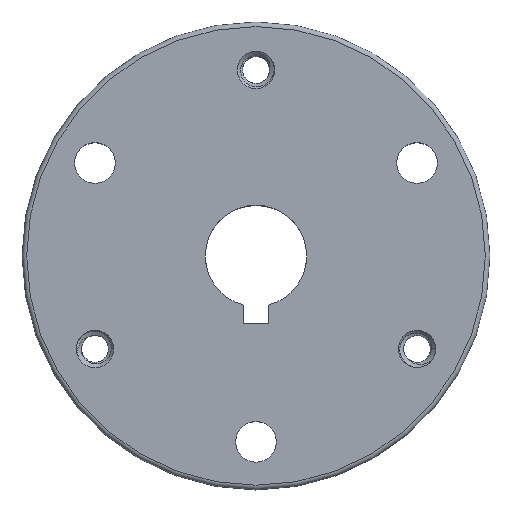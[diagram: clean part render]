
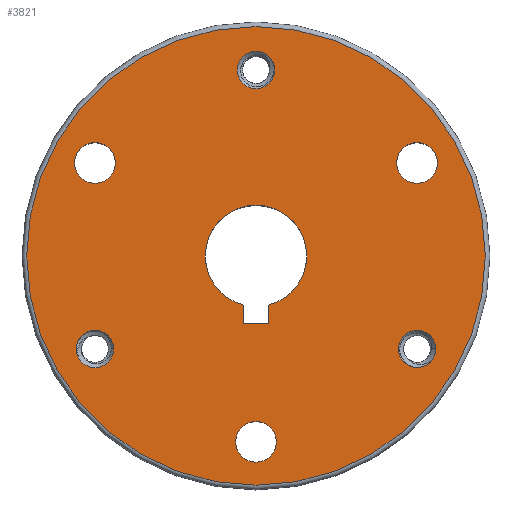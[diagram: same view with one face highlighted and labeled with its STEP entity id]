
A CAD part, top view. The second image highlights one B-rep face of the part: STEP entity #3821.
In plain terms, the highlighted planar face has unit normal (0, 0, 1).
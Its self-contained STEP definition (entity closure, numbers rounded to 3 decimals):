
#45=FACE_BOUND('',#672,.T.);
#46=FACE_BOUND('',#673,.T.);
#47=FACE_BOUND('',#674,.T.);
#48=FACE_BOUND('',#675,.T.);
#49=FACE_BOUND('',#676,.T.);
#50=FACE_BOUND('',#677,.T.);
#51=FACE_BOUND('',#678,.T.);
#92=PLANE('',#4128);
#450=FACE_OUTER_BOUND('',#671,.T.);
#671=EDGE_LOOP('',(#3079));
#672=EDGE_LOOP('',(#3080,#3081,#3082,#3083));
#673=EDGE_LOOP('',(#3084,#3085,#3086));
#674=EDGE_LOOP('',(#3087,#3088,#3089));
#675=EDGE_LOOP('',(#3090,#3091,#3092));
#676=EDGE_LOOP('',(#3093));
#677=EDGE_LOOP('',(#3094));
#678=EDGE_LOOP('',(#3095));
#743=CIRCLE('',#4013,1.753);
#745=CIRCLE('',#4023,1.753);
#747=CIRCLE('',#4033,1.753);
#751=CIRCLE('',#4048,1.753);
#752=CIRCLE('',#4051,1.753);
#753=CIRCLE('',#4053,1.753);
#756=CIRCLE('',#4058,1.753);
#757=CIRCLE('',#4060,1.753);
#758=CIRCLE('',#4062,1.753);
#764=CIRCLE('',#4072,21.534);
#779=CIRCLE('',#4098,1.905);
#781=CIRCLE('',#4101,1.905);
#783=CIRCLE('',#4104,1.905);
#788=CIRCLE('',#4110,4.763);
#1077=LINE('',#12818,#1276);
#1084=LINE('',#12832,#1283);
#1092=LINE('',#12844,#1291);
#1276=VECTOR('',#4823,1.);
#1283=VECTOR('',#4834,1.);
#1291=VECTOR('',#4844,1.);
#1517=VERTEX_POINT('',#10294);
#1518=VERTEX_POINT('',#10303);
#1537=VERTEX_POINT('',#10846);
#1538=VERTEX_POINT('',#10855);
#1557=VERTEX_POINT('',#11398);
#1558=VERTEX_POINT('',#11407);
#1582=VERTEX_POINT('',#12044);
#1585=VERTEX_POINT('',#12064);
#1587=VERTEX_POINT('',#12091);
#1594=VERTEX_POINT('',#12329);
#1613=VERTEX_POINT('',#12759);
#1615=VERTEX_POINT('',#12765);
#1617=VERTEX_POINT('',#12771);
#1626=VERTEX_POINT('',#12790);
#1627=VERTEX_POINT('',#12792);
#1634=VERTEX_POINT('',#12815);
#1635=VERTEX_POINT('',#12817);
#1970=EDGE_CURVE('',#1517,#1518,#743,.T.);
#1996=EDGE_CURVE('',#1537,#1538,#745,.T.);
#2022=EDGE_CURVE('',#1557,#1558,#747,.T.);
#2058=EDGE_CURVE('',#1582,#1517,#751,.T.);
#2065=EDGE_CURVE('',#1538,#1585,#752,.T.);
#2069=EDGE_CURVE('',#1558,#1587,#753,.T.);
#2074=EDGE_CURVE('',#1587,#1557,#756,.T.);
#2076=EDGE_CURVE('',#1585,#1537,#757,.T.);
#2079=EDGE_CURVE('',#1518,#1582,#758,.T.);
#2090=EDGE_CURVE('',#1594,#1594,#764,.T.);
#2124=EDGE_CURVE('',#1613,#1613,#779,.T.);
#2127=EDGE_CURVE('',#1615,#1615,#781,.T.);
#2130=EDGE_CURVE('',#1617,#1617,#783,.T.);
#2139=EDGE_CURVE('',#1627,#1626,#788,.T.);
#2151=EDGE_CURVE('',#1635,#1634,#1077,.T.);
#2158=EDGE_CURVE('',#1626,#1635,#1084,.T.);
#2166=EDGE_CURVE('',#1634,#1627,#1092,.T.);
#3079=ORIENTED_EDGE('',*,*,#2090,.T.);
#3080=ORIENTED_EDGE('',*,*,#2139,.T.);
#3081=ORIENTED_EDGE('',*,*,#2158,.T.);
#3082=ORIENTED_EDGE('',*,*,#2151,.T.);
#3083=ORIENTED_EDGE('',*,*,#2166,.T.);
#3084=ORIENTED_EDGE('',*,*,#2022,.F.);
#3085=ORIENTED_EDGE('',*,*,#2074,.F.);
#3086=ORIENTED_EDGE('',*,*,#2069,.F.);
#3087=ORIENTED_EDGE('',*,*,#1996,.F.);
#3088=ORIENTED_EDGE('',*,*,#2076,.F.);
#3089=ORIENTED_EDGE('',*,*,#2065,.F.);
#3090=ORIENTED_EDGE('',*,*,#1970,.F.);
#3091=ORIENTED_EDGE('',*,*,#2058,.F.);
#3092=ORIENTED_EDGE('',*,*,#2079,.F.);
#3093=ORIENTED_EDGE('',*,*,#2124,.F.);
#3094=ORIENTED_EDGE('',*,*,#2127,.F.);
#3095=ORIENTED_EDGE('',*,*,#2130,.F.);
#3821=ADVANCED_FACE('',(#450,#45,#46,#47,#48,#49,#50,#51),#92,.F.);
#4013=AXIS2_PLACEMENT_3D('',#10304,#4558,#4559);
#4023=AXIS2_PLACEMENT_3D('',#10856,#4586,#4587);
#4033=AXIS2_PLACEMENT_3D('',#11408,#4614,#4615);
#4048=AXIS2_PLACEMENT_3D('',#12046,#4655,#4656);
#4051=AXIS2_PLACEMENT_3D('',#12088,#4663,#4664);
#4053=AXIS2_PLACEMENT_3D('',#12127,#4668,#4669);
#4058=AXIS2_PLACEMENT_3D('',#12138,#4680,#4681);
#4060=AXIS2_PLACEMENT_3D('',#12160,#4684,#4685);
#4062=AXIS2_PLACEMENT_3D('',#12206,#4688,#4689);
#4072=AXIS2_PLACEMENT_3D('',#12331,#4708,#4709);
#4098=AXIS2_PLACEMENT_3D('',#12761,#4767,#4768);
#4101=AXIS2_PLACEMENT_3D('',#12767,#4774,#4775);
#4104=AXIS2_PLACEMENT_3D('',#12773,#4781,#4782);
#4110=AXIS2_PLACEMENT_3D('',#12793,#4797,#4798);
#4128=AXIS2_PLACEMENT_3D('',#12939,#4881,#4882);
#4558=DIRECTION('center_axis',(0.,0.,1.));
#4559=DIRECTION('ref_axis',(1.,0.,0.));
#4586=DIRECTION('center_axis',(0.,0.,1.));
#4587=DIRECTION('ref_axis',(-0.5,-0.866,0.));
#4614=DIRECTION('center_axis',(0.,0.,1.));
#4615=DIRECTION('ref_axis',(-0.5,0.866,0.));
#4655=DIRECTION('center_axis',(0.,0.,1.));
#4656=DIRECTION('ref_axis',(1.,0.,0.));
#4663=DIRECTION('center_axis',(0.,0.,1.));
#4664=DIRECTION('ref_axis',(1.,0.,0.));
#4668=DIRECTION('center_axis',(0.,0.,1.));
#4669=DIRECTION('ref_axis',(1.,0.,0.));
#4680=DIRECTION('center_axis',(0.,0.,1.));
#4681=DIRECTION('ref_axis',(1.,0.,0.));
#4684=DIRECTION('center_axis',(0.,0.,1.));
#4685=DIRECTION('ref_axis',(1.,0.,0.));
#4688=DIRECTION('center_axis',(0.,0.,1.));
#4689=DIRECTION('ref_axis',(1.,0.,0.));
#4708=DIRECTION('center_axis',(0.,0.,1.));
#4709=DIRECTION('ref_axis',(-1.,0.,0.));
#4767=DIRECTION('center_axis',(0.,0.,1.));
#4768=DIRECTION('ref_axis',(1.,0.,0.));
#4774=DIRECTION('center_axis',(0.,0.,1.));
#4775=DIRECTION('ref_axis',(1.,0.,0.));
#4781=DIRECTION('center_axis',(0.,0.,1.));
#4782=DIRECTION('ref_axis',(1.,0.,0.));
#4797=DIRECTION('center_axis',(0.,0.,-1.));
#4798=DIRECTION('ref_axis',(-1.,0.,0.));
#4823=DIRECTION('',(-1.,0.,0.));
#4834=DIRECTION('',(0.,-1.,0.));
#4844=DIRECTION('',(0.,1.,0.));
#4881=DIRECTION('center_axis',(0.,0.,-1.));
#4882=DIRECTION('ref_axis',(1.,0.,0.));
#10294=CARTESIAN_POINT('',(1.384,18.537,0.));
#10303=CARTESIAN_POINT('',(0.,19.215,0.));
#10304=CARTESIAN_POINT('Origin',(0.,17.463,0.));
#10846=CARTESIAN_POINT('',(15.362,-10.468,0.));
#10855=CARTESIAN_POINT('',(16.641,-9.608,0.));
#10856=CARTESIAN_POINT('Origin',(15.123,-8.731,0.));
#11398=CARTESIAN_POINT('',(-16.746,-8.07,0.));
#11407=CARTESIAN_POINT('',(-16.641,-9.608,0.));
#11408=CARTESIAN_POINT('Origin',(-15.123,-8.731,0.));
#12044=CARTESIAN_POINT('',(1.753,17.463,0.));
#12046=CARTESIAN_POINT('Origin',(0.,17.463,0.));
#12064=CARTESIAN_POINT('',(16.876,-8.731,0.));
#12088=CARTESIAN_POINT('Origin',(15.123,-8.731,0.));
#12091=CARTESIAN_POINT('',(-13.37,-8.731,0.));
#12127=CARTESIAN_POINT('Origin',(-15.123,-8.731,0.));
#12138=CARTESIAN_POINT('Origin',(-15.123,-8.731,0.));
#12160=CARTESIAN_POINT('Origin',(15.123,-8.731,0.));
#12206=CARTESIAN_POINT('Origin',(0.,17.463,0.));
#12329=CARTESIAN_POINT('',(-21.534,0.,0.));
#12331=CARTESIAN_POINT('Origin',(0.,0.,0.));
#12759=CARTESIAN_POINT('',(17.028,8.731,0.));
#12761=CARTESIAN_POINT('Origin',(15.123,8.731,0.));
#12765=CARTESIAN_POINT('',(1.905,-17.463,0.));
#12767=CARTESIAN_POINT('Origin',(0.,-17.463,0.));
#12771=CARTESIAN_POINT('',(-13.218,8.731,0.));
#12773=CARTESIAN_POINT('Origin',(-15.123,8.731,0.));
#12790=CARTESIAN_POINT('',(1.194,-4.61,0.));
#12792=CARTESIAN_POINT('',(-1.194,-4.61,0.));
#12793=CARTESIAN_POINT('Origin',(0.,0.,0.));
#12815=CARTESIAN_POINT('',(-1.194,-6.35,0.));
#12817=CARTESIAN_POINT('',(1.194,-6.35,0.));
#12818=CARTESIAN_POINT('',(0.,-6.35,0.));
#12832=CARTESIAN_POINT('',(1.194,0.,0.));
#12844=CARTESIAN_POINT('',(-1.194,0.,0.));
#12939=CARTESIAN_POINT('Origin',(0.,0.,0.));
